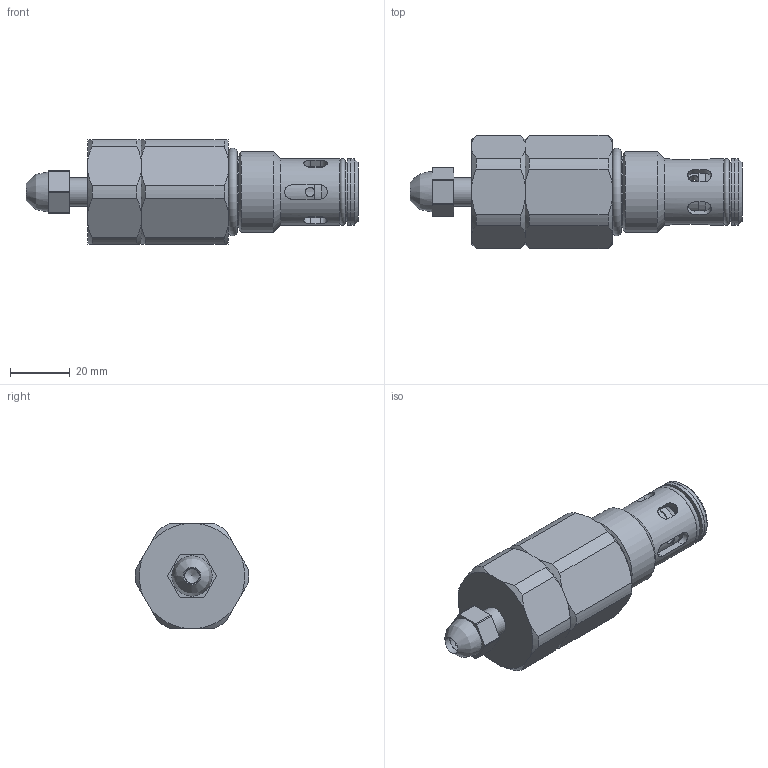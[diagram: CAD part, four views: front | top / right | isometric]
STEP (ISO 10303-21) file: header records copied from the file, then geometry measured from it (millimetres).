
FILE_DESCRIPTION((''),'2;1');
FILE_NAME('HSF802.stp','2016-03-03T18:22:18',('JGroves'),(''),'Autodesk Inventor 2012','Autodesk Inventor 2012','');
FILE_SCHEMA(('AUTOMOTIVE_DESIGN { 1 0 10303 214 1 1 1 1 }'));
Length unit declared in the file: inch
Products named in the file (1): L400523HS01(HSF802)_Shrinkwrap_1
Bounding box: 111.16 x 38.07 x 34.92 mm (x, y, z)
Surface area: 17637.6 mm2 (no closed solid volume)
Topology: 0 solids, 11 shells, 134 faces, 389 edges, 258 vertices
Faces by surface type: plane 54, cylinder 46, cone 31, torus 2, bspline 1
Full cylindrical faces by diameter (mm): 3.175 x3, 5.944 x1, 9.525 x1, 11.125 x1, 12.7 x1, 16.662 x1, 17.45 x1, 17.653 x1, 19.431 x1, 22.149 x1, 22.2 x2, 24.054 x1, 26.975 x1
Entity records: 4925 total; most frequent: CARTESIAN_POINT 1506, ORIENTED_EDGE 651, DIRECTION 636, EDGE_CURVE 350, AXIS2_PLACEMENT_3D 246, VERTEX_POINT 246, EDGE_LOOP 182, VECTOR 144
